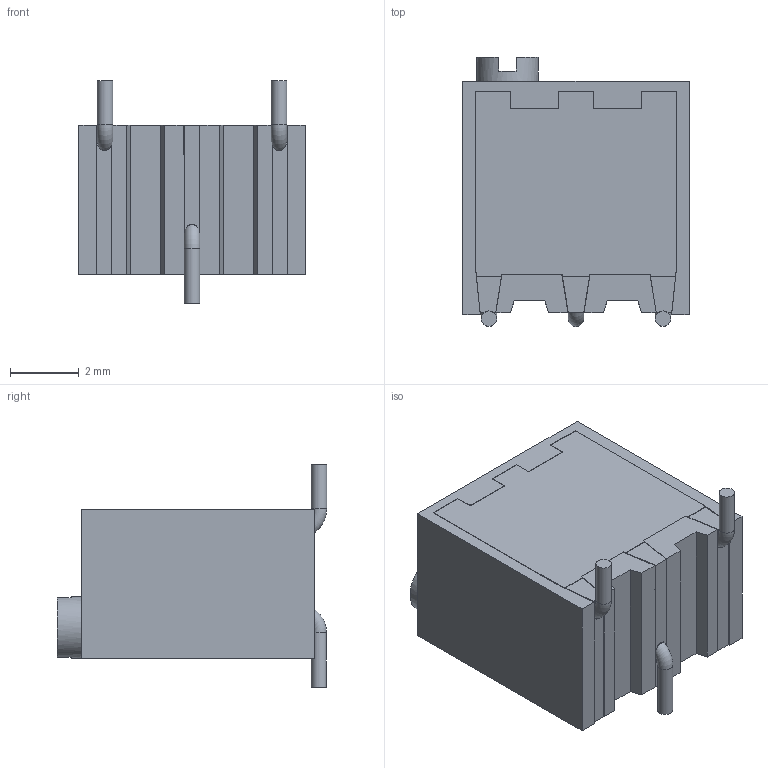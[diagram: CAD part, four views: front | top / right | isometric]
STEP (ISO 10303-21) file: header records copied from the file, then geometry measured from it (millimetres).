
FILE_DESCRIPTION(/* description */ ('Unknown'),/* implementation_level */ '2;1');
FILE_NAME(/* name */ 'TS63Y-VISHAY',/* time_stamp */ '2018-10-15T14:44:25+02:00',/* author */ ('Unknown'),/* organization */ ('Unknown'),/* preprocessor_version */ 'ST-DEVELOPER v16.7',/* originating_system */ 'DEX',/* authorisation */ $);
FILE_SCHEMA (('AUTOMOTIVE_DESIGN {1 0 10303 214 3 1 1}'));
Length unit declared in the file: millimetre
Products named in the file (8): TS63Y-VISHAY; 3926550_oa_0; 3926650_oa_1; Scellement TS6XY_oa_2; crochet lateral SXY _oa_3; crochet central SXY _oa_4; crochet lateral SXY _oa_5; Intérieur TS63
Assembly tree (7 placements, depth 2):
  TS63Y-VISHAY
    3926550_oa_0
    3926650_oa_1
    Scellement TS6XY_oa_2
    crochet lateral SXY _oa_3
    crochet central SXY _oa_4
    crochet lateral SXY _oa_5
    Intérieur TS63
Bounding box: 6.6 x 7.86 x 6.5 mm (x, y, z)
Volume: 193.2 mm3; surface area: 548.7 mm2
Topology: 14 solids, 14 shells, 398 faces, 1019 edges, 665 vertices
Faces by surface type: plane 330, cylinder 29, bspline 23, torus 13, cone 3
Full cylindrical faces by diameter (mm): 0.45 x10, 1.1 x2, 1.14 x1, 1.8 x1
Entity records: 14231 total; most frequent: CARTESIAN_POINT 4154, ORIENTED_EDGE 1950, DIRECTION 1639, EDGE_CURVE 975, LINE 725, VECTOR 725, VERTEX_POINT 649, AXIS2_PLACEMENT_3D 457
